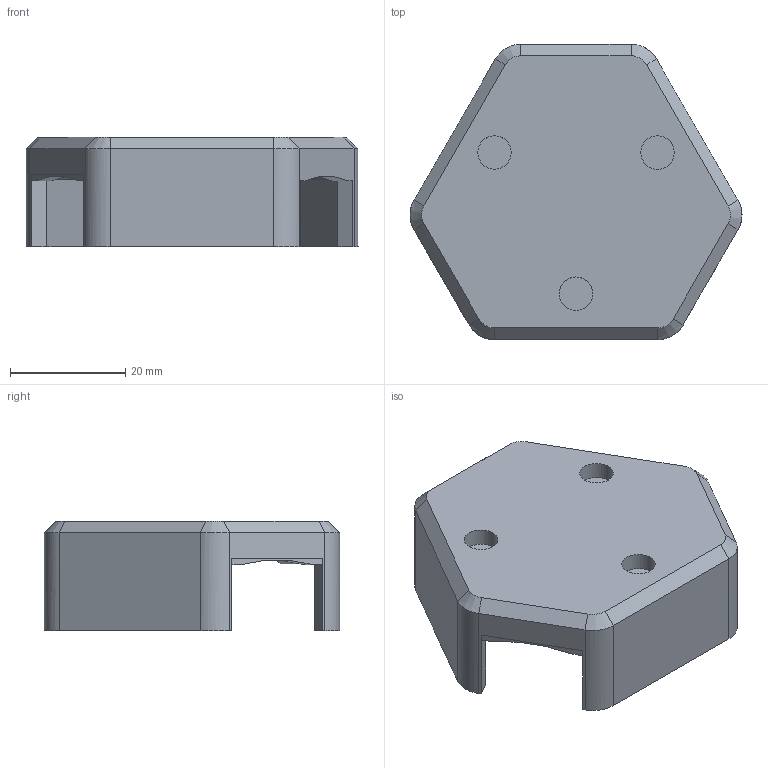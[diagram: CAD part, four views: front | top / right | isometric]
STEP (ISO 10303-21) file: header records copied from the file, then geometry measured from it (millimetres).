
FILE_DESCRIPTION(/* description */ (''),/* implementation_level */ '2;1');
FILE_NAME(/* name */ 'HexaLED cover Y.step',/* time_stamp */ '2025-07-27T22:44:53+02:00',/* author */ (''),/* organization */ (''),/* preprocessor_version */ 'ST-DEVELOPER v20.1',/* originating_system */ 'Autodesk Translation Framework v14.10.0.0',/* authorisation */ '');
FILE_SCHEMA (('AUTOMOTIVE_DESIGN { 1 0 10303 214 3 1 1 }'));
Length unit declared in the file: millimetre
Products named in the file (2): LED-Sablona; nosilec trojni
Assembly tree (1 placements, depth 2):
  LED-Sablona
    nosilec trojni
Bounding box: 57.57 x 51.2 x 19 mm (x, y, z)
Volume: 14900.3 mm3; surface area: 9086.5 mm2
Topology: 1 solids, 1 shells, 97 faces, 248 edges, 159 vertices
Faces by surface type: plane 70, bspline 18, cylinder 9
Full cylindrical faces by diameter (mm): 3.1 x3, 5.8 x3
Entity records: 3362 total; most frequent: CARTESIAN_POINT 1041, ORIENTED_EDGE 496, DIRECTION 400, EDGE_CURVE 248, LINE 200, VECTOR 200, VERTEX_POINT 159, EDGE_LOOP 103
